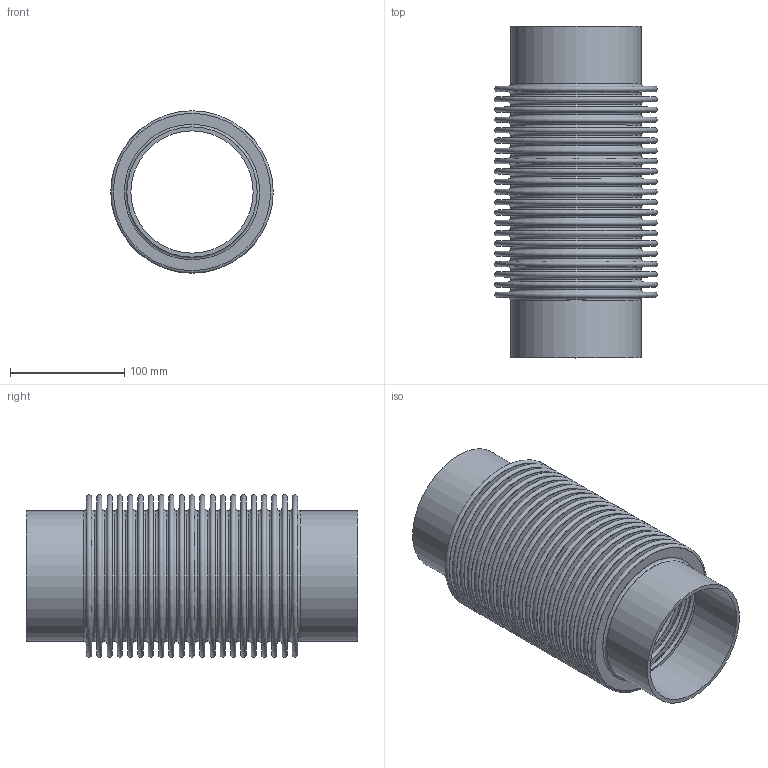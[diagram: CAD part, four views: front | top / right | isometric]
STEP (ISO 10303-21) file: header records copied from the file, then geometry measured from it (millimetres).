
FILE_DESCRIPTION(/* description */ (''),/* implementation_level */ '2;1');
FILE_NAME(/* name */ '3959.stp',/* time_stamp */ '2015-09-10T14:26:35+02:00',/* author */ ('Tekenkamer'),/* organization */ (''),/* preprocessor_version */ 'ST-DEVELOPER v15.6',/* originating_system */ 'Autodesk Inventor 2015',/* authorisation */ '');
FILE_SCHEMA (('AUTOMOTIVE_DESIGN { 1 0 10303 214 3 1 1 }'));
Length unit declared in the file: millimetre
Products named in the file (1): 3959
Bounding box: 142 x 290 x 142 mm (x, y, z)
Volume: 206280.4 mm3; surface area: 634208.5 mm2
Topology: 1 solids, 1 shells, 258 faces, 390 edges, 260 vertices
Faces by surface type: plane 128, torus 126, cylinder 4
Full cylindrical faces by diameter (mm): 106.885 x1, 107.3 x1, 113.885 x1, 114.3 x1
Entity records: 5192 total; most frequent: DIRECTION 1034, CARTESIAN_POINT 775, AXIS2_PLACEMENT_3D 517, EDGE_LOOP 516, ORIENTED_EDGE 516, FACE_BOUND 258, FACE_OUTER_BOUND 258, CIRCLE 258
